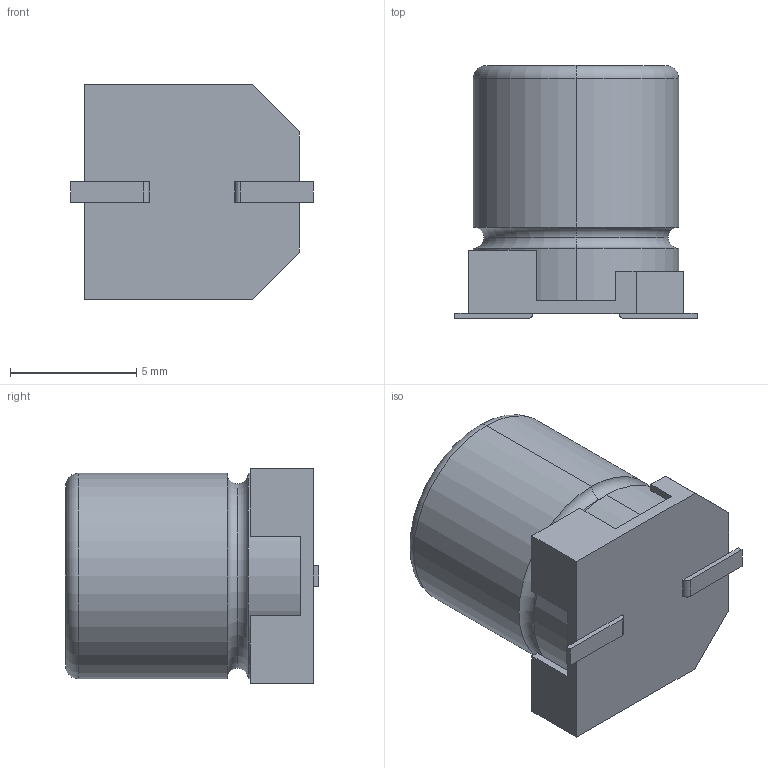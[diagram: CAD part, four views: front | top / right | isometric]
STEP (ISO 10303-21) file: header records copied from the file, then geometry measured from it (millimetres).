
FILE_DESCRIPTION (( 'STEP AP214' ), '1' );
FILE_NAME ('CAC_8X9.7_D8.5L10W0.8F0.2A8.5B8.5C9.2E3.1P3.4.STEP', '2017-06-06T22:05:12', ( '' ), ( '' ), 'SwSTEP 2.0', 'SolidWorks 2014', '' );
FILE_SCHEMA (( 'AUTOMOTIVE_DESIGN' ));
Length unit declared in the file: millimetre
Products named in the file (1): CAC_8X9.7_D8.5L10W0.8F0.2A8.5B8.5C9.2E3.1P3.4
Bounding box: 9.6 x 10.01 x 8.5 mm (x, y, z)
Volume: 528.2 mm3; surface area: 565.4 mm2
Topology: 5 solids, 5 shells, 76 faces, 183 edges, 118 vertices
Faces by surface type: plane 59, cylinder 11, torus 6
Entity records: 2814 total; most frequent: CARTESIAN_POINT 378, DIRECTION 369, ORIENTED_EDGE 366, EDGE_CURVE 183, LINE 151, VECTOR 151, VERTEX_POINT 118, AXIS2_PLACEMENT_3D 109
